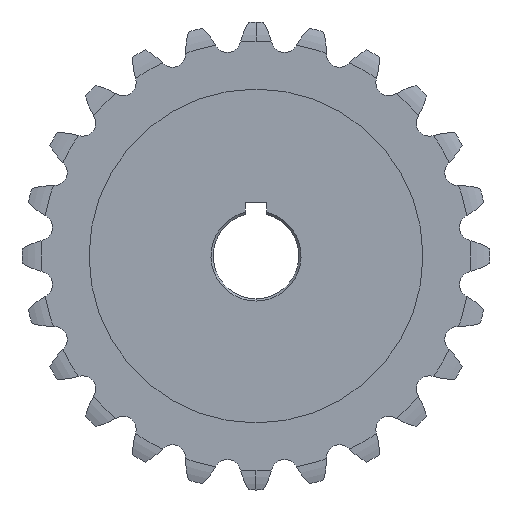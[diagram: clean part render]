
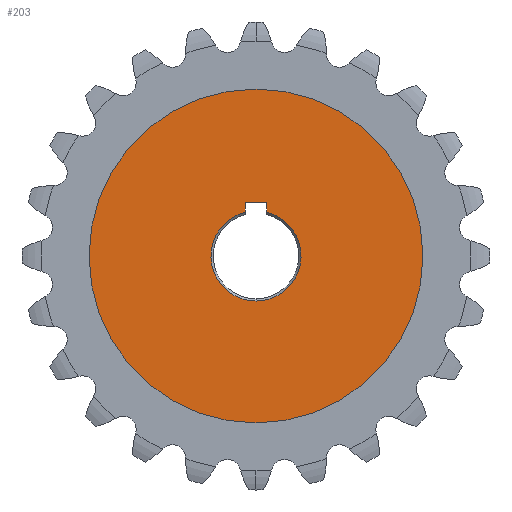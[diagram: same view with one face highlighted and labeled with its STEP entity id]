
A CAD part, left-side view. The second image highlights one B-rep face of the part: STEP entity #203.
In plain terms, the highlighted planar face has unit normal (-1, 0, 0).
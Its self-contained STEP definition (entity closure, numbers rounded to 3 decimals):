
#104=CARTESIAN_POINT('POINT8',(0.025,
   0.,-10.03));
#105=VERTEX_POINT('VERTEX8',#104);
#113=CARTESIAN_POINT('POINT9',(0.025,2.381,
   9.743));
#114=VERTEX_POINT('VERTEX9',#113);
#121=CARTESIAN_POINT('POS7',(0.025,0.,0.))
   ;
#122=DIRECTION('DIR10',(1.,0.,0.));
#123=DIRECTION('DIR11',(0.,0.,-1.));
#124=AXIS2_PLACEMENT_3D('AXIS4',#121,#122,#123);
#125=CIRCLE('ELLIPSE3',#124,10.03);
#126=EDGE_CURVE('EDGE10',#105,#114,#125,.T.);
#154=CARTESIAN_POINT('POINT12',(0.025,
   0.,37.148));
#155=VERTEX_POINT('VERTEX12',#154);
#156=CARTESIAN_POINT('POINT13',(0.025,
   0.,-37.148));
#157=VERTEX_POINT('VERTEX13',#156);
#158=CARTESIAN_POINT('POS10',(0.025,0.,0.))
   ;
#159=DIRECTION('DIR15',(-1.,0.,0.));
#160=DIRECTION('DIR16',(0.,0.,-1.));
#161=AXIS2_PLACEMENT_3D('AXIS6',#158,#159,#160);
#162=CIRCLE('ELLIPSE4',#161,37.148);
#163=EDGE_CURVE('EDGE14',#155,#157,#162,.T.);
#164=ORIENTED_EDGE('COEDGE16',*,*,#163,.T.);
#165=EDGE_CURVE('EDGE15',#157,#155,#162,.T.);
#166=ORIENTED_EDGE('COEDGE17',*,*,#165,.T.);
#167=EDGE_LOOP('NONE',(#164,#166));
#168=FACE_BOUND('LOOP1',#167,.T.);
#169=CARTESIAN_POINT('POINT14',(0.025,-2.381,11.906));
#170=VERTEX_POINT('VERTEX14',#169);
#171=CARTESIAN_POINT('POINT15',(0.025,-2.381,
   9.743));
#172=VERTEX_POINT('VERTEX15',#171);
#173=CARTESIAN_POINT('POS11',(0.025,-2.381,
   -7.342));
#174=DIRECTION('DIR17',(0.,0.,-1.));
#175=VECTOR('VEC5',#174,25.4);
#176=LINE('STRAIGHT5',#173,#175);
#177=EDGE_CURVE('EDGE16',#170,#172,#176,.T.);
#178=ORIENTED_EDGE('COEDGE18',*,*,#177,.T.);
#179=EDGE_CURVE('EDGE17',#172,#105,#125,.T.);
#180=ORIENTED_EDGE('COEDGE19',*,*,#179,.T.);
#181=ORIENTED_EDGE('COEDGE20',*,*,#126,.T.);
#182=CARTESIAN_POINT('POINT16',(0.025,2.381,11.906));
#183=VERTEX_POINT('VERTEX16',#182);
#184=CARTESIAN_POINT('POS12',(0.025,2.381,
   -7.342));
#185=DIRECTION('DIR18',(0.,0.,1.));
#186=VECTOR('VEC6',#185,25.4);
#187=LINE('STRAIGHT6',#184,#186);
#188=EDGE_CURVE('EDGE18',#114,#183,#187,.T.);
#189=ORIENTED_EDGE('COEDGE21',*,*,#188,.T.);
#190=CARTESIAN_POINT('POS13',(0.025,0.,
   11.906));
#191=DIRECTION('DIR19',(0.,-1.,0.));
#192=VECTOR('VEC7',#191,25.4);
#193=LINE('STRAIGHT7',#190,#192);
#194=EDGE_CURVE('EDGE19',#183,#170,#193,.T.);
#195=ORIENTED_EDGE('COEDGE22',*,*,#194,.T.);
#196=EDGE_LOOP('NONE',(#178,#180,#181,#189,#195));
#197=FACE_BOUND('LOOP1',#196,.T.);
#198=CARTESIAN_POINT('POS14',(0.025,0.,
   -20.638));
#199=DIRECTION('DIR20',(-1.,0.,0.));
#200=DIRECTION('DIR21',(0.,1.,0.));
#201=AXIS2_PLACEMENT_3D('AXIS7',#198,#199,#200);
#202=PLANE('PLANE1',#201);
#203=ADVANCED_FACE('FACE4',(#168,#197),#202,.T.);
